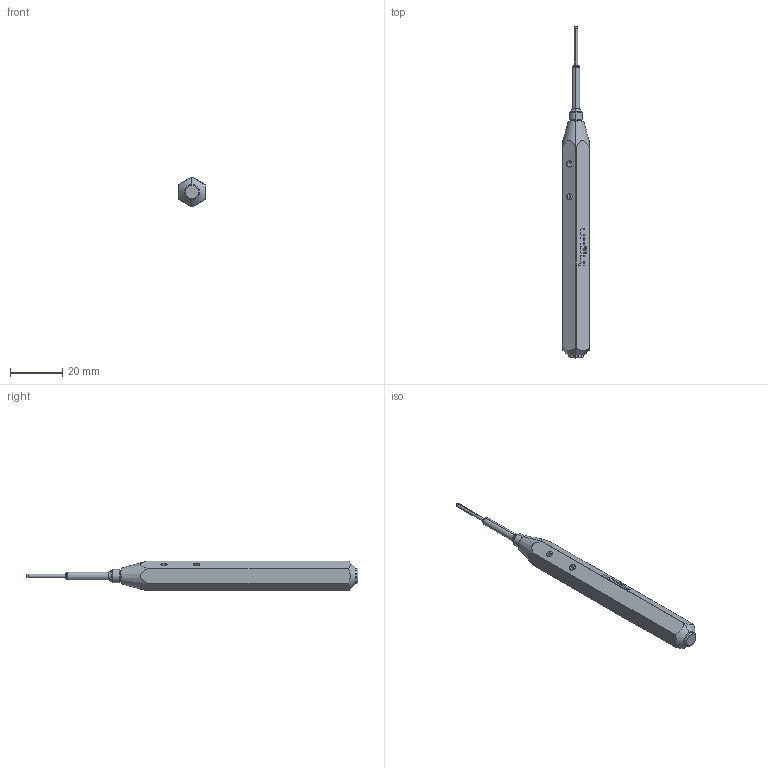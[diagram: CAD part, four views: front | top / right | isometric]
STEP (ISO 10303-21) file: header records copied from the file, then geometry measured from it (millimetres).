
FILE_DESCRIPTION (( 'STEP AP203' ), '1' );
FILE_NAME ('INGUN_SW-KS-100_G.STEP', '2022-05-19T07:40:58', ( 'ochi' ), ( '' ), 'SwSTEP 2.0', 'SolidWorks 2018', '' );
FILE_SCHEMA (( 'CONFIG_CONTROL_DESIGN' ));
Length unit declared in the file: millimetre
Products named in the file (1): INGUN_SW-KS-100_G
Bounding box: 10 x 127.5 x 11.5 mm (x, y, z)
Volume: 7681.5 mm3; surface area: 3441.7 mm2
Topology: 1 solids, 3 shells, 155 faces, 384 edges, 248 vertices
Faces by surface type: plane 74, cylinder 53, cone 24, bspline 4
Entity records: 5028 total; most frequent: CARTESIAN_POINT 1208, DIRECTION 789, ORIENTED_EDGE 768, EDGE_CURVE 384, AXIS2_PLACEMENT_3D 277, VERTEX_POINT 248, LINE 235, VECTOR 235
